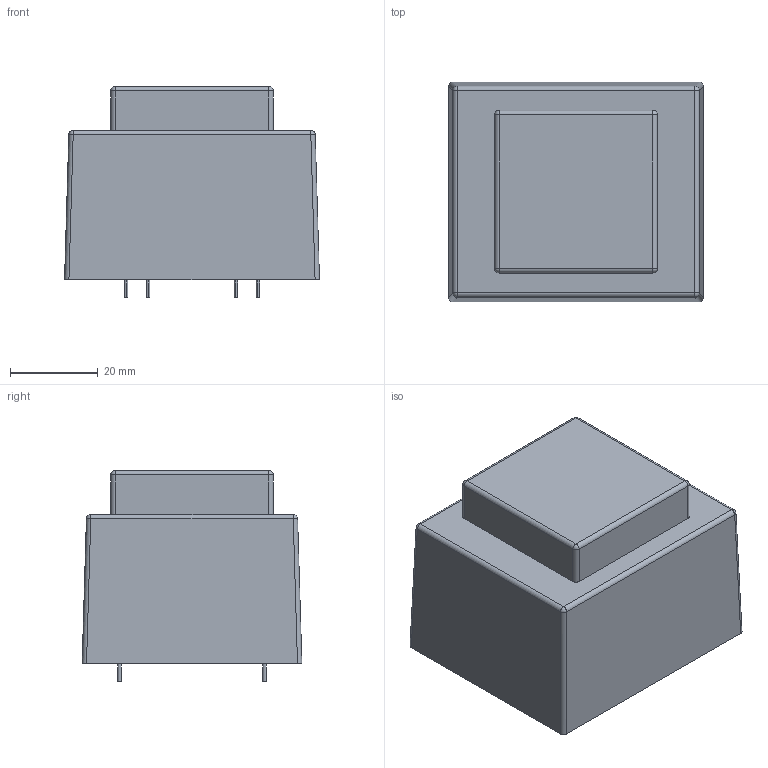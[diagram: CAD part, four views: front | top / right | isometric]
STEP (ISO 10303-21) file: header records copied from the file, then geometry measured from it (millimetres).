
FILE_DESCRIPTION (( 'STEP AP214' ), '1' );
FILE_NAME ('Transformer 58x50x44mm - ﾒﾏﾃ-114 series.STEP', '2023-04-19T11:44:51', ( 'Elessar' ), ( '' ), 'SwSTEP 2.0', 'SolidWorks 2018', '' );
FILE_SCHEMA (( 'AUTOMOTIVE_DESIGN' ));
Length unit declared in the file: millimetre
Products named in the file (1): Transformer 58x50x44mm - ﾒﾏﾃ-114 series
Bounding box: 58 x 50 x 48 mm (x, y, z)
Volume: 106606.2 mm3; surface area: 14451 mm2
Topology: 5 solids, 5 shells, 66 faces, 136 edges, 80 vertices
Faces by surface type: plane 34, cylinder 24, sphere 8
Entity records: 1934 total; most frequent: DIRECTION 306, CARTESIAN_POINT 291, ORIENTED_EDGE 264, EDGE_CURVE 132, AXIS2_PLACEMENT_3D 111, VECTOR 84, LINE 84, VERTEX_POINT 80
